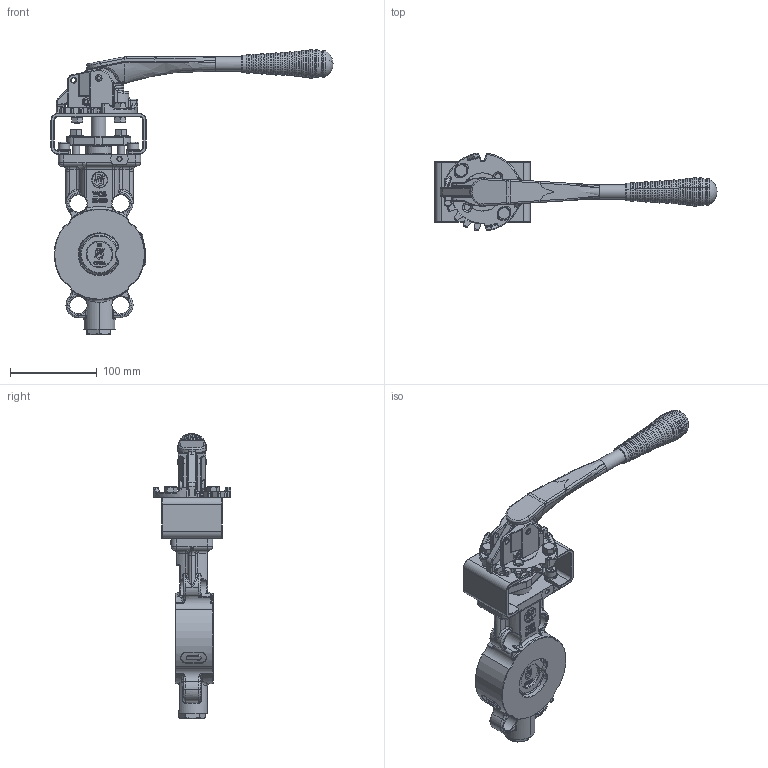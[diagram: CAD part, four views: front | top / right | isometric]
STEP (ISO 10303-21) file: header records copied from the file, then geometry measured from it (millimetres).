
FILE_DESCRIPTION(('HOOPS Exchange Step'),'2;1');
FILE_NAME('AK11_DN50_PN10-40-ANSI150-300_Hebel.stp','2024-11-22T09:49:01+01:00',('nieru'),('Unknown organisation'),'HOOPS Exchange 2024.2','HOOPS Exchange','Unknown authorisation');
FILE_SCHEMA( ('AP203_CONFIGURATION_CONTROLLED_3D_DESIGN_OF_MECHANICAL_PARTS_AND_ASSEMBLIES_MIM_LF') );
Length unit declared in the file: millimetre
Products named in the file (9): 0; root
Assembly tree (8 placements, depth 4):
  root
    0
      0
    0
      0
        0
      0
        0
      0
Bounding box: 325.29 x 89.18 x 328.75 mm (x, y, z)
Volume: 780205.3 mm3; surface area: 218112.5 mm2
Topology: 40 solids, 40 shells, 3649 faces, 8678 edges, 5038 vertices
Faces by surface type: bspline 1241, cylinder 1017, plane 589, torus 566, cone 172, sphere 64
Full cylindrical faces by diameter (mm): 4.812 x1, 5 x1, 5.661 x1, 6.8 x4, 8 x8, 8.468 x2, 9 x14, 9.199 x1, 9.5 x1, 13 x4, 14.8 x4, 15.643 x2, 15.95 x2, 16 x3, 16.238 x2, 16.82 x2, 16.95 x1, 17.038 x1, 20 x4, 21 x1, 29.274 x1, 30.3 x1, 50.898 x1, 53.037 x2, 68.32 x1
Entity records: 293972 total; most frequent: CARTESIAN_POINT 218664, ORIENTED_EDGE 17076, DIRECTION 12964, EDGE_CURVE 8538, AXIS2_PLACEMENT_3D 5329, VERTEX_POINT 5038, EDGE_LOOP 3804, FACE_BOUND 3804
